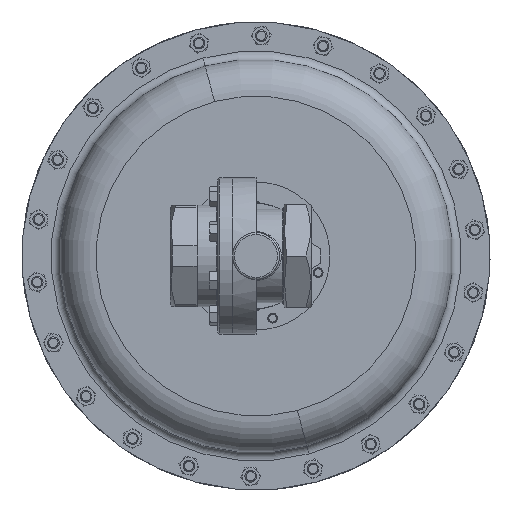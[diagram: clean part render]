
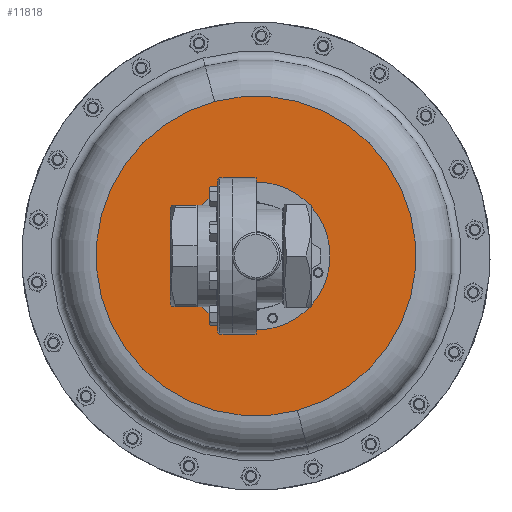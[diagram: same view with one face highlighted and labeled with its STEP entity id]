
A CAD part, front view. The second image highlights one B-rep face of the part: STEP entity #11818.
In plain terms, the highlighted planar face has unit normal (0, -1, 0).
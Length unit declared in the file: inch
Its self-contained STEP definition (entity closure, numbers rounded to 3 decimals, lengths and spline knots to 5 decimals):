
#8 = ORIENTED_EDGE ( 'NONE', *, *, #17120, .T. ) ;
#307 = FACE_BOUND ( 'NONE', #8858, .T. ) ;
#588 = EDGE_CURVE ( 'NONE', #34835, #34342, #43924, .T. ) ;
#1558 = EDGE_LOOP ( 'NONE', ( #2150, #21578 ) ) ;
#2150 = ORIENTED_EDGE ( 'NONE', *, *, #48235, .F. ) ;
#3807 = EDGE_CURVE ( 'NONE', #39170, #48325, #4349, .T. ) ;
#4349 = CIRCLE ( 'NONE', #44763, 2.375 ) ;
#5034 = AXIS2_PLACEMENT_3D ( 'NONE', #46277, #23059, #50266 ) ;
#8858 = EDGE_LOOP ( 'NONE', ( #8, #47462 ) ) ;
#11818 = ADVANCED_FACE ( 'NONE', ( #20960, #307 ), #31906, .T. ) ;
#15376 = CARTESIAN_POINT ( 'NONE',  ( 0., 7.0925, 0. ) ) ;
#15679 = CARTESIAN_POINT ( 'NONE',  ( 1.32645, 7.0925, -4.95037 ) ) ;
#15915 = CARTESIAN_POINT ( 'NONE',  ( -1.67938, 7.0925, 1.67938 ) ) ;
#17120 = EDGE_CURVE ( 'NONE', #48325, #39170, #38891, .T. ) ;
#19303 = DIRECTION ( 'NONE',  ( -0.707, 0., 0.707 ) ) ;
#19453 = CARTESIAN_POINT ( 'NONE',  ( 1.67938, 7.0925, -1.67938 ) ) ;
#20542 = CARTESIAN_POINT ( 'NONE',  ( 0., 7.0925, 0. ) ) ;
#20607 = DIRECTION ( 'NONE',  ( -0.707, 0., 0.707 ) ) ;
#20669 = DIRECTION ( 'NONE',  ( 0., 1., 0. ) ) ;
#20960 = FACE_OUTER_BOUND ( 'NONE', #1558, .T. ) ;
#21578 = ORIENTED_EDGE ( 'NONE', *, *, #588, .F. ) ;
#22034 = AXIS2_PLACEMENT_3D ( 'NONE', #15376, #42536, #19303 ) ;
#23059 = DIRECTION ( 'NONE',  ( 0., 1., 0. ) ) ;
#24875 = CIRCLE ( 'NONE', #5034, 5.125 ) ;
#25476 = DIRECTION ( 'NONE',  ( -0.259, 0., 0.966 ) ) ;
#25652 = CARTESIAN_POINT ( 'NONE',  ( 0., 7.0925, 0. ) ) ;
#25712 = DIRECTION ( 'NONE',  ( 0., 1., 0. ) ) ;
#25834 = DIRECTION ( 'NONE',  ( 0.259, 0., -0.966 ) ) ;
#30279 = AXIS2_PLACEMENT_3D ( 'NONE', #25652, #25712, #25834 ) ;
#31596 = CARTESIAN_POINT ( 'NONE',  ( -4.95037, 7.0925, -1.32645 ) ) ;
#31906 = PLANE ( 'NONE',  #38064 ) ;
#32080 = DIRECTION ( 'NONE',  ( 0., -1., 0. ) ) ;
#34342 = VERTEX_POINT ( 'NONE', #15679 ) ;
#34835 = VERTEX_POINT ( 'NONE', #49525 ) ;
#38064 = AXIS2_PLACEMENT_3D ( 'NONE', #31596, #32080, #25476 ) ;
#38891 = CIRCLE ( 'NONE', #22034, 2.375 ) ;
#39170 = VERTEX_POINT ( 'NONE', #15915 ) ;
#42536 = DIRECTION ( 'NONE',  ( 0., 1., 0. ) ) ;
#43924 = CIRCLE ( 'NONE', #30279, 5.125 ) ;
#44763 = AXIS2_PLACEMENT_3D ( 'NONE', #20542, #20669, #20607 ) ;
#46277 = CARTESIAN_POINT ( 'NONE',  ( 0., 7.0925, 0. ) ) ;
#47462 = ORIENTED_EDGE ( 'NONE', *, *, #3807, .T. ) ;
#48235 = EDGE_CURVE ( 'NONE', #34342, #34835, #24875, .T. ) ;
#48325 = VERTEX_POINT ( 'NONE', #19453 ) ;
#49525 = CARTESIAN_POINT ( 'NONE',  ( -1.32645, 7.0925, 4.95037 ) ) ;
#50266 = DIRECTION ( 'NONE',  ( 0.259, 0., -0.966 ) ) ;
